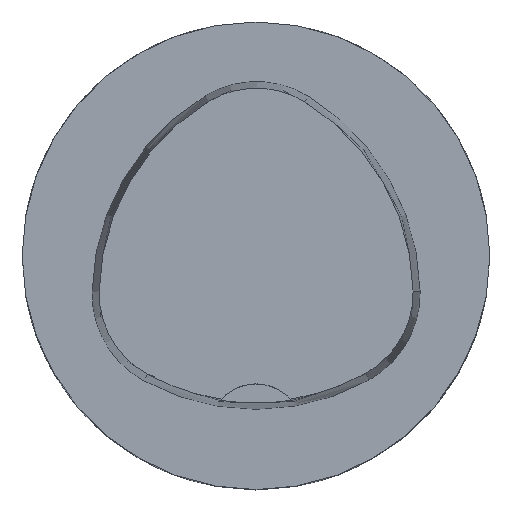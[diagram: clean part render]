
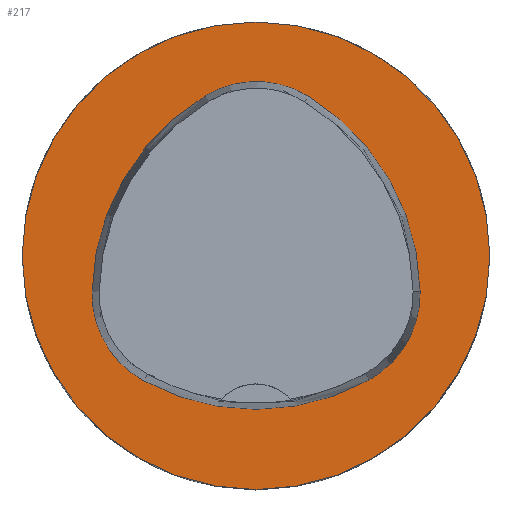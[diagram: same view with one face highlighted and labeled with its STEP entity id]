
A CAD part, top view. The second image highlights one B-rep face of the part: STEP entity #217.
In plain terms, the highlighted planar face has unit normal (0, 0, 1).
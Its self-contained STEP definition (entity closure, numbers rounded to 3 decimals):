
#217=ADVANCED_FACE('',(#395,#396),#256,.T.);
#256=PLANE('',#1104);
#395=FACE_BOUND('',#449,.T.);
#396=FACE_BOUND('',#450,.T.);
#449=EDGE_LOOP('',(#610,#611,#612,#613,#614,#615));
#450=EDGE_LOOP('',(#616));
#610=ORIENTED_EDGE('',*,*,#884,.F.);
#611=ORIENTED_EDGE('',*,*,#879,.F.);
#612=ORIENTED_EDGE('',*,*,#874,.F.);
#613=ORIENTED_EDGE('',*,*,#871,.F.);
#614=ORIENTED_EDGE('',*,*,#868,.F.);
#615=ORIENTED_EDGE('',*,*,#864,.F.);
#616=ORIENTED_EDGE('',*,*,#887,.T.);
#769=VERTEX_POINT('',#1672);
#770=VERTEX_POINT('',#1673);
#773=VERTEX_POINT('',#1681);
#775=VERTEX_POINT('',#1687);
#777=VERTEX_POINT('',#1693);
#781=VERTEX_POINT('',#1706);
#785=VERTEX_POINT('',#1724);
#864=EDGE_CURVE('',#769,#770,#951,.T.);
#868=EDGE_CURVE('',#770,#773,#953,.T.);
#871=EDGE_CURVE('',#773,#775,#955,.T.);
#874=EDGE_CURVE('',#775,#777,#957,.T.);
#879=EDGE_CURVE('',#777,#781,#960,.T.);
#884=EDGE_CURVE('',#781,#769,#963,.T.);
#887=EDGE_CURVE('',#785,#785,#966,.T.);
#951=CIRCLE('',#1081,20.);
#953=CIRCLE('',#1084,8.5);
#955=CIRCLE('',#1087,20.);
#957=CIRCLE('',#1090,8.5);
#960=CIRCLE('',#1094,20.);
#963=CIRCLE('',#1098,8.5);
#966=CIRCLE('',#1103,20.);
#1081=AXIS2_PLACEMENT_3D('',#1671,#1262,#1263);
#1084=AXIS2_PLACEMENT_3D('',#1680,#1270,#1271);
#1087=AXIS2_PLACEMENT_3D('',#1686,#1277,#1278);
#1090=AXIS2_PLACEMENT_3D('',#1692,#1284,#1285);
#1094=AXIS2_PLACEMENT_3D('',#1705,#1293,#1294);
#1098=AXIS2_PLACEMENT_3D('',#1718,#1302,#1303);
#1103=AXIS2_PLACEMENT_3D('',#1723,#1312,#1313);
#1104=AXIS2_PLACEMENT_3D('',#1725,#1314,#1315);
#1262=DIRECTION('',(0.,0.,1.));
#1263=DIRECTION('',(1.,0.,0.));
#1270=DIRECTION('',(0.,0.,1.));
#1271=DIRECTION('',(1.,0.,0.));
#1277=DIRECTION('',(0.,0.,1.));
#1278=DIRECTION('',(1.,0.,0.));
#1284=DIRECTION('',(0.,0.,1.));
#1285=DIRECTION('',(1.,0.,0.));
#1293=DIRECTION('',(0.,0.,1.));
#1294=DIRECTION('',(1.,0.,0.));
#1302=DIRECTION('',(0.,0.,1.));
#1303=DIRECTION('',(1.,0.,0.));
#1312=DIRECTION('',(0.,0.,1.));
#1313=DIRECTION('',(1.,0.,0.));
#1314=DIRECTION('',(0.,0.,1.));
#1315=DIRECTION('',(-1.,0.,0.));
#1671=CARTESIAN_POINT('',(-5.955,-3.414,0.));
#1672=CARTESIAN_POINT('',(14.041,-3.042,0.));
#1673=CARTESIAN_POINT('',(4.472,13.653,0.));
#1680=CARTESIAN_POINT('',(0.04,6.4,0.));
#1681=CARTESIAN_POINT('',(-4.347,13.68,0.));
#1686=CARTESIAN_POINT('',(5.976,-3.45,0.));
#1687=CARTESIAN_POINT('',(-14.021,-3.075,0.));
#1692=CARTESIAN_POINT('',(-5.522,-3.235,0.));
#1693=CARTESIAN_POINT('',(-9.588,-10.699,0.));
#1705=CARTESIAN_POINT('',(-0.022,6.864,0.));
#1706=CARTESIAN_POINT('',(9.655,-10.639,0.));
#1718=CARTESIAN_POINT('',(5.543,-3.2,0.));
#1723=CARTESIAN_POINT('',(0.,0.,0.));
#1724=CARTESIAN_POINT('',(20.,0.,0.));
#1725=CARTESIAN_POINT('',(0.,0.,0.));
